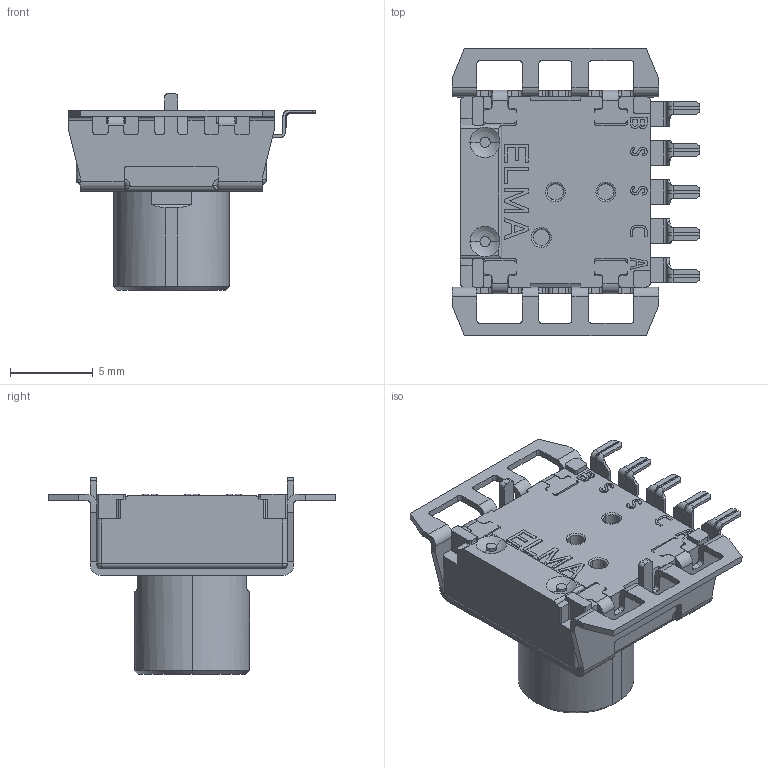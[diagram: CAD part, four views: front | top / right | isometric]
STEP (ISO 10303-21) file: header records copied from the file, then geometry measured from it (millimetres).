
FILE_DESCRIPTION(('OneSpaceDesigner STEP Export'),'2;1');
FILE_NAME('E33-SNXXX-NXXX.stp','2009-12-24T12:32:57',(''),(''),'OneSpace Designer STEP processor for AP214 (Solid Model)','OneSpace Designer 13.20A 18-Aug-2005 (C) CoCreate Software GmbH','');
FILE_SCHEMA(('AUTOMOTIVE_DESIGN { 1 0 10303 214 1 1 1 1 }'));
Length unit declared in the file: millimetre
Products named in the file (2): E33-SNXXX-NXXX
Assembly tree (1 placements, depth 2):
  E33-SNXXX-NXXX
    E33-SNXXX-NXXX
Bounding box: 15 x 17.4 x 11.9 mm (x, y, z)
Volume: 877.9 mm3; surface area: 909.4 mm2
Topology: 1 solids, 1 shells, 758 faces, 2173 edges, 1400 vertices
Faces by surface type: plane 415, cylinder 287, torus 26, bspline 16, cone 10, sphere 4
Entity records: 24244 total; most frequent: CARTESIAN_POINT 4767, ORIENTED_EDGE 4330, DIRECTION 3845, EDGE_CURVE 2165, VECTOR 1417, LINE 1417, VERTEX_POINT 1400, AXIS2_PLACEMENT_3D 1214
